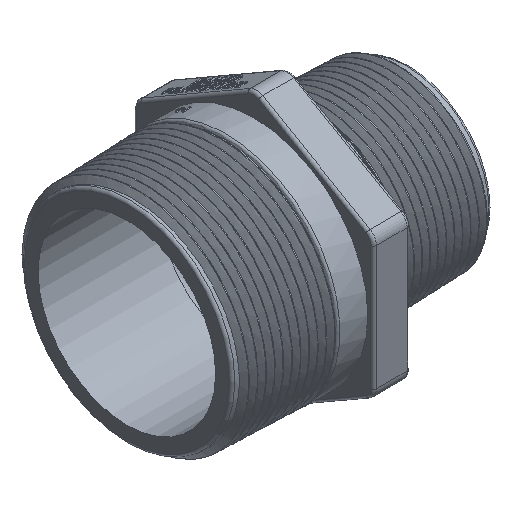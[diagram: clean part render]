
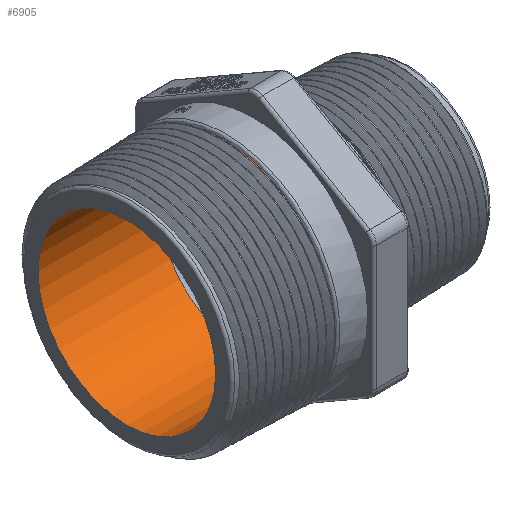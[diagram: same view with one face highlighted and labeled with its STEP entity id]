
A CAD part, isometric view. The second image highlights one B-rep face of the part: STEP entity #6905.
In plain terms, the highlighted cylindrical face has radius 23.495 mm (diameter 46.99 mm), a full revolution.
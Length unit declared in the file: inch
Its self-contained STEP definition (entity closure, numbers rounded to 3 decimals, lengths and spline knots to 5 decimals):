
#83=FACE_BOUND($,#1442,.T.);
#167=CIRCLE($,#7046,0.925);
#187=CIRCLE($,#7250,0.925);
#216=CYLINDRICAL_SURFACE($,#7251,0.925);
#1005=FACE_OUTER_BOUND($,#1441,.T.);
#1441=EDGE_LOOP($,(#6288));
#1442=EDGE_LOOP($,(#6289));
#3026=VERTEX_POINT($,#13824);
#3341=VERTEX_POINT($,#20489);
#3776=EDGE_CURVE($,#3026,#3026,#167,.T.);
#4332=EDGE_CURVE($,#3341,#3341,#187,.T.);
#6288=ORIENTED_EDGE($,*,*,#3776,.F.);
#6289=ORIENTED_EDGE($,*,*,#4332,.F.);
#6905=ADVANCED_FACE($,(#1005,#83),#216,.F.);
#7046=AXIS2_PLACEMENT_3D($,#13825,#7760,#7761);
#7250=AXIS2_PLACEMENT_3D($,#20490,#8554,#8555);
#7251=AXIS2_PLACEMENT_3D($,#20491,#8556,#8557);
#7760=DIRECTION('center_axis',(1.,0.,0.));
#7761=DIRECTION('ref_axis',(0.,0.,-1.));
#8554=DIRECTION('center_axis',(-1.,0.,0.));
#8555=DIRECTION('ref_axis',(0.,-1.,0.));
#8556=DIRECTION('center_axis',(1.,0.,0.));
#8557=DIRECTION('ref_axis',(0.,1.,0.));
#13824=CARTESIAN_POINT('',(0.,0.925,0.));
#13825=CARTESIAN_POINT('Origin',(0.,0.,0.));
#20489=CARTESIAN_POINT('',(1.25822,0.925,0.));
#20490=CARTESIAN_POINT('Origin',(1.25822,0.,0.));
#20491=CARTESIAN_POINT('Origin',(0.655,0.,0.));
